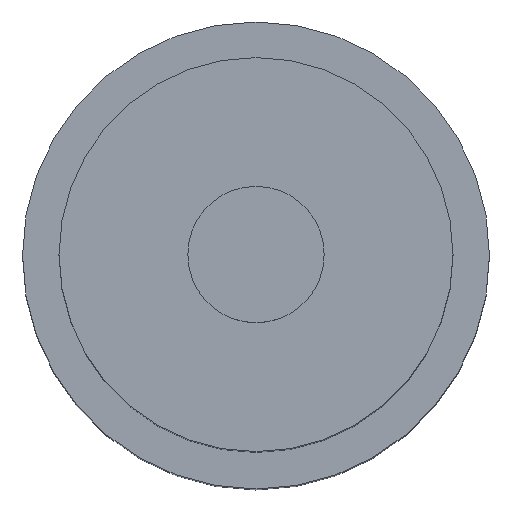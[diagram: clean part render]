
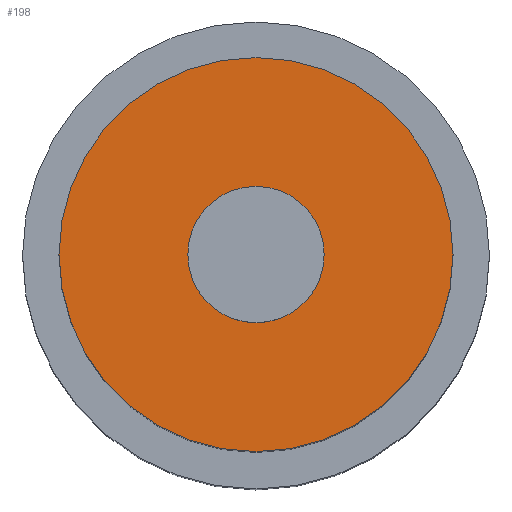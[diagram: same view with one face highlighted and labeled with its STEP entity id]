
A CAD part, top view. The second image highlights one B-rep face of the part: STEP entity #198.
In plain terms, the highlighted planar face has unit normal (0, 0, 1).
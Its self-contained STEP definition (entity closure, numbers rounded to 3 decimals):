
#20=FACE_BOUND('',#73,.T.);
#27=PLANE('',#238);
#37=CIRCLE('',#230,5.);
#40=CIRCLE('',#237,14.45);
#53=FACE_OUTER_BOUND('',#72,.T.);
#72=EDGE_LOOP('',(#175));
#73=EDGE_LOOP('',(#176));
#106=VERTEX_POINT('',#406);
#109=VERTEX_POINT('',#418);
#127=EDGE_CURVE('',#106,#106,#37,.T.);
#131=EDGE_CURVE('',#109,#109,#40,.T.);
#175=ORIENTED_EDGE('',*,*,#131,.T.);
#176=ORIENTED_EDGE('',*,*,#127,.T.);
#198=ADVANCED_FACE('',(#53,#20),#27,.T.);
#230=AXIS2_PLACEMENT_3D('',#408,#279,#280);
#237=AXIS2_PLACEMENT_3D('',#419,#294,#295);
#238=AXIS2_PLACEMENT_3D('',#421,#297,#298);
#279=DIRECTION('center_axis',(0.,0.,-1.));
#280=DIRECTION('ref_axis',(1.,0.,0.));
#294=DIRECTION('center_axis',(0.,0.,1.));
#295=DIRECTION('ref_axis',(1.,0.,0.));
#297=DIRECTION('center_axis',(0.,0.,1.));
#298=DIRECTION('ref_axis',(1.,0.,0.));
#406=CARTESIAN_POINT('',(-5.,0.,80.4));
#408=CARTESIAN_POINT('Origin',(0.,0.,80.4));
#418=CARTESIAN_POINT('',(-14.45,0.,80.4));
#419=CARTESIAN_POINT('Origin',(0.,0.,80.4));
#421=CARTESIAN_POINT('Origin',(0.,0.,80.4));
